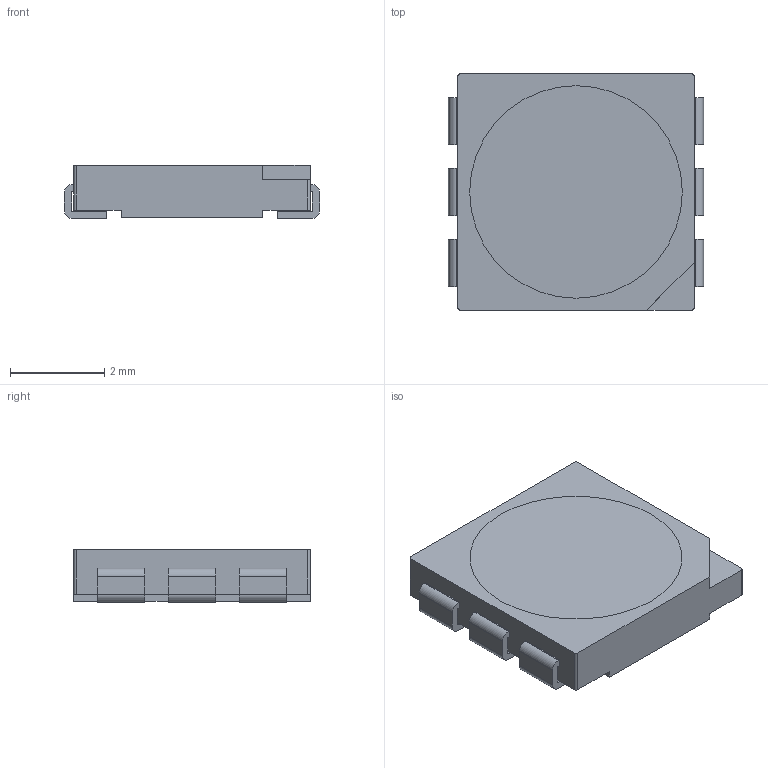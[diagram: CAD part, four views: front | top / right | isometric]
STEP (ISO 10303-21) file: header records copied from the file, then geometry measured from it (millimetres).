
FILE_DESCRIPTION (( 'STEP AP214' ), '1' );
FILE_NAME ('LED-SMD_6P-L5.0-W5.0-TL_TC5050RGBF08.STEP', '2023-01-11T16:20:49', ( '微软用户' ), ( '微软中国' ), 'SwSTEP 2.0', 'SolidWorks 2020', '' );
FILE_SCHEMA (( 'AUTOMOTIVE_DESIGN' ));
Length unit declared in the file: millimetre
Products named in the file (1): LED-SMD_6P-L5.0-W5.0-TL_TC5050RGBF08
Bounding box: 5.4 x 5 x 1.12 mm (x, y, z)
Volume: 23.2 mm3; surface area: 136.8 mm2
Topology: 2 solids, 2 shells, 358 faces, 963 edges, 642 vertices
Faces by surface type: plane 226, bspline 98, cylinder 34
Entity records: 15628 total; most frequent: CARTESIAN_POINT 3270, ORIENTED_EDGE 1926, DIRECTION 1353, EDGE_CURVE 963, VECTOR 695, LINE 695, VERTEX_POINT 642, EDGE_LOOP 391
